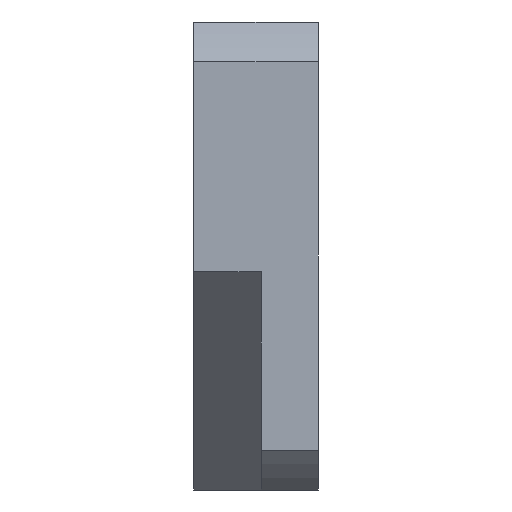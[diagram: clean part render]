
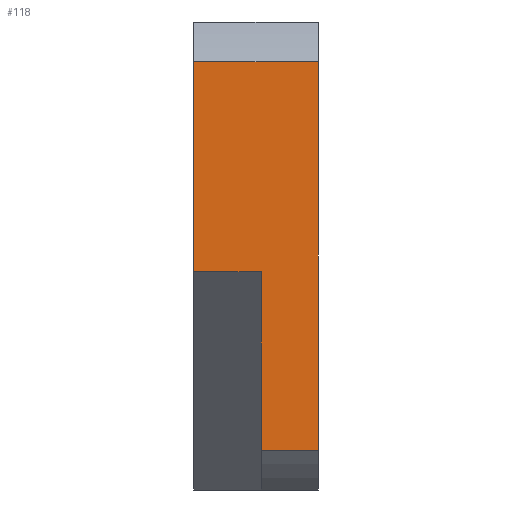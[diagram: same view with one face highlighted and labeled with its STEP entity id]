
A CAD part, left-side view. The second image highlights one B-rep face of the part: STEP entity #118.
In plain terms, the highlighted planar face has unit normal (-1, 0, 0).
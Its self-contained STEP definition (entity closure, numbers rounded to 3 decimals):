
#49 = LINE ( 'NONE', #1036, #153 ) ;
#61 = CARTESIAN_POINT ( 'NONE',  ( -22.5, -0.5, -1.515 ) ) ;
#74 = VECTOR ( 'NONE', #1088, 1000. ) ;
#90 = CARTESIAN_POINT ( 'NONE',  ( -22.5, -6., -18.69 ) ) ;
#118 = ADVANCED_FACE ( 'NONE', ( #498 ), #376, .T. ) ;
#125 = VERTEX_POINT ( 'NONE', #254 ) ;
#136 = EDGE_LOOP ( 'NONE', ( #656, #1599, #1544, #1189, #910, #359 ) ) ;
#145 = EDGE_CURVE ( 'NONE', #125, #1211, #1102, .T. ) ;
#153 = VECTOR ( 'NONE', #198, 1000. ) ;
#177 = VERTEX_POINT ( 'NONE', #406 ) ;
#198 = DIRECTION ( 'NONE',  ( 0., 0., -1. ) ) ;
#239 = EDGE_CURVE ( 'NONE', #1211, #1222, #49, .T. ) ;
#254 = CARTESIAN_POINT ( 'NONE',  ( -22.5, 6., -1.515 ) ) ;
#271 = DIRECTION ( 'NONE',  ( -1., 0., 0. ) ) ;
#315 = LINE ( 'NONE', #417, #517 ) ;
#359 = ORIENTED_EDGE ( 'NONE', *, *, #239, .T. ) ;
#376 = PLANE ( 'NONE',  #1366 ) ;
#406 = CARTESIAN_POINT ( 'NONE',  ( -22.5, 6., 18.69 ) ) ;
#412 = VECTOR ( 'NONE', #451, 1000. ) ;
#417 = CARTESIAN_POINT ( 'NONE',  ( -22.5, 0., 18.69 ) ) ;
#451 = DIRECTION ( 'NONE',  ( 0., -1., 0. ) ) ;
#498 = FACE_OUTER_BOUND ( 'NONE', #136, .T. ) ;
#511 = CARTESIAN_POINT ( 'NONE',  ( -22.5, 0., 22.5 ) ) ;
#517 = VECTOR ( 'NONE', #807, 1000. ) ;
#534 = DIRECTION ( 'NONE',  ( 0., -1., 0. ) ) ;
#536 = CARTESIAN_POINT ( 'NONE',  ( -22.5, -0.5, -18.69 ) ) ;
#546 = LINE ( 'NONE', #1534, #412 ) ;
#550 = EDGE_CURVE ( 'NONE', #1119, #177, #315, .T. ) ;
#602 = LINE ( 'NONE', #1100, #1576 ) ;
#656 = ORIENTED_EDGE ( 'NONE', *, *, #1317, .T. ) ;
#710 = CARTESIAN_POINT ( 'NONE',  ( -22.5, -6., 18.69 ) ) ;
#759 = DIRECTION ( 'NONE',  ( 0., 0., 1. ) ) ;
#797 = LINE ( 'NONE', #1288, #74 ) ;
#806 = VECTOR ( 'NONE', #534, 1000. ) ;
#807 = DIRECTION ( 'NONE',  ( 0., 1., 0. ) ) ;
#885 = EDGE_CURVE ( 'NONE', #1354, #1119, #602, .T. ) ;
#910 = ORIENTED_EDGE ( 'NONE', *, *, #145, .T. ) ;
#1036 = CARTESIAN_POINT ( 'NONE',  ( -22.5, -0.5, 3.71 ) ) ;
#1088 = DIRECTION ( 'NONE',  ( 0., 0., -1. ) ) ;
#1095 = EDGE_CURVE ( 'NONE', #177, #125, #797, .T. ) ;
#1100 = CARTESIAN_POINT ( 'NONE',  ( -22.5, -6., 22.5 ) ) ;
#1102 = LINE ( 'NONE', #1594, #806 ) ;
#1119 = VERTEX_POINT ( 'NONE', #710 ) ;
#1189 = ORIENTED_EDGE ( 'NONE', *, *, #1095, .T. ) ;
#1211 = VERTEX_POINT ( 'NONE', #61 ) ;
#1222 = VERTEX_POINT ( 'NONE', #536 ) ;
#1288 = CARTESIAN_POINT ( 'NONE',  ( -22.5, 6., 22.5 ) ) ;
#1317 = EDGE_CURVE ( 'NONE', #1222, #1354, #546, .T. ) ;
#1354 = VERTEX_POINT ( 'NONE', #90 ) ;
#1366 = AXIS2_PLACEMENT_3D ( 'NONE', #511, #271, #759 ) ;
#1534 = CARTESIAN_POINT ( 'NONE',  ( -22.5, 0., -18.69 ) ) ;
#1544 = ORIENTED_EDGE ( 'NONE', *, *, #550, .T. ) ;
#1576 = VECTOR ( 'NONE', #1592, 1000. ) ;
#1592 = DIRECTION ( 'NONE',  ( 0., 0., 1. ) ) ;
#1594 = CARTESIAN_POINT ( 'NONE',  ( -22.5, 3., -1.515 ) ) ;
#1599 = ORIENTED_EDGE ( 'NONE', *, *, #885, .T. ) ;
